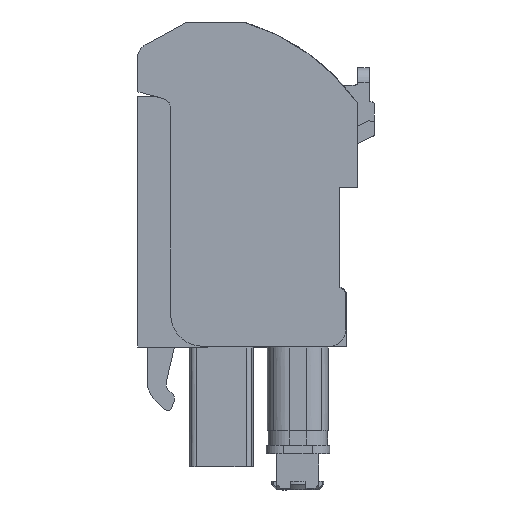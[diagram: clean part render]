
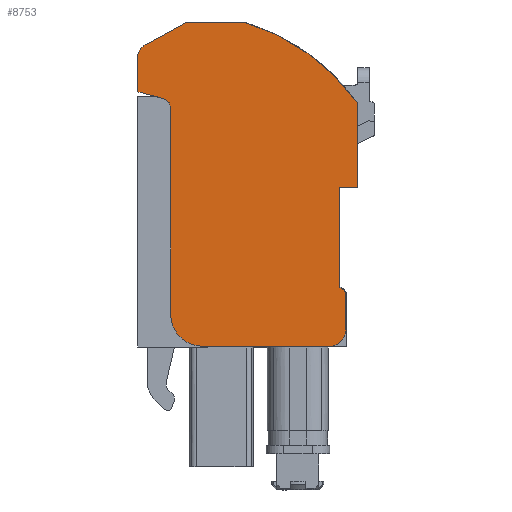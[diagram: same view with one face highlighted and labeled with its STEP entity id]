
A CAD part, left-side view. The second image highlights one B-rep face of the part: STEP entity #8753.
In plain terms, the highlighted planar face has unit normal (-1, 0, 0).
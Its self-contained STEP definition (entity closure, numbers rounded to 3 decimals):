
#6357=AXIS2_PLACEMENT_3D('Circle Axis2P3D',#6355,#6356,$) ;
#6397=AXIS2_PLACEMENT_3D('Circle Axis2P3D',#6395,#6396,$) ;
#6437=AXIS2_PLACEMENT_3D('Circle Axis2P3D',#6435,#6436,$) ;
#6515=AXIS2_PLACEMENT_3D('Circle Axis2P3D',#6513,#6514,$) ;
#6543=AXIS2_PLACEMENT_3D('Circle Axis2P3D',#6541,#6542,$) ;
#8690=AXIS2_PLACEMENT_3D('Plane Axis2P3D',#8687,#8688,#8689) ;
#8694=AXIS2_PLACEMENT_3D('Circle Axis2P3D',#8692,#8693,$) ;
#8701=AXIS2_PLACEMENT_3D('Circle Axis2P3D',#8699,#8700,$) ;
#8722=AXIS2_PLACEMENT_3D('Circle Axis2P3D',#8720,#8721,$) ;
#6081=CARTESIAN_POINT('Vertex',(0.,1.197,20.942)) ;
#6084=CARTESIAN_POINT('Line Origine',(0.,1.824,20.942)) ;
#6088=CARTESIAN_POINT('Vertex',(0.,2.45,20.942)) ;
#6315=CARTESIAN_POINT('Line Origine',(0.,2.45,17.471)) ;
#6319=CARTESIAN_POINT('Vertex',(0.,2.45,13.999)) ;
#6335=CARTESIAN_POINT('Line Origine',(0.,2.384,13.98)) ;
#6339=CARTESIAN_POINT('Vertex',(0.,2.317,13.961)) ;
#6355=CARTESIAN_POINT('Axis2P3D Location',(0.,2.441,13.528)) ;
#6359=CARTESIAN_POINT('Vertex',(0.,1.991,13.528)) ;
#6375=CARTESIAN_POINT('Line Origine',(0.,1.991,12.314)) ;
#6379=CARTESIAN_POINT('Vertex',(0.,1.991,11.1)) ;
#6395=CARTESIAN_POINT('Axis2P3D Location',(0.,3.141,11.1)) ;
#6399=CARTESIAN_POINT('Vertex',(0.,3.141,9.95)) ;
#6415=CARTESIAN_POINT('Line Origine',(0.,7.523,9.95)) ;
#6419=CARTESIAN_POINT('Vertex',(0.,11.905,9.95)) ;
#6435=CARTESIAN_POINT('Axis2P3D Location',(0.,11.905,12.15)) ;
#6439=CARTESIAN_POINT('Vertex',(0.,14.105,12.1)) ;
#6455=CARTESIAN_POINT('Line Origine',(0.,14.105,19.255)) ;
#6459=CARTESIAN_POINT('Vertex',(0.,14.105,26.409)) ;
#6486=CARTESIAN_POINT('Control Point',(0.,14.598,27.078)) ;
#6487=CARTESIAN_POINT('Control Point',(0.,14.428,27.025)) ;
#6488=CARTESIAN_POINT('Control Point',(0.,14.274,26.918)) ;
#6489=CARTESIAN_POINT('Control Point',(0.,14.162,26.766)) ;
#6490=CARTESIAN_POINT('Control Point',(0.,14.105,26.587)) ;
#6491=CARTESIAN_POINT('Control Point',(0.,14.105,26.409)) ;
#6492=CARTESIAN_POINT('Vertex',(0.,14.598,27.078)) ;
#6513=CARTESIAN_POINT('Axis2P3D Location',(0.,22.274,2.33)) ;
#6517=CARTESIAN_POINT('Vertex',(0.,16.405,27.568)) ;
#6519=CARTESIAN_POINT('Vertex',(0.,16.138,27.504)) ;
#6541=CARTESIAN_POINT('Axis2P3D Location',(0.,22.274,2.33)) ;
#8637=CARTESIAN_POINT('Vertex',(0.,1.197,26.822)) ;
#8640=CARTESIAN_POINT('Line Origine',(0.,1.197,23.882)) ;
#8687=CARTESIAN_POINT('Axis2P3D Location',(0.,14.099,12.568)) ;
#8692=CARTESIAN_POINT('Axis2P3D Location',(0.,13.352,18.032)) ;
#8696=CARTESIAN_POINT('Vertex',(0.,8.905,32.358)) ;
#8699=CARTESIAN_POINT('Axis2P3D Location',(0.,13.352,18.032)) ;
#8703=CARTESIAN_POINT('Vertex',(0.,8.971,32.378)) ;
#8706=CARTESIAN_POINT('Line Origine',(0.,10.984,32.378)) ;
#8710=CARTESIAN_POINT('Vertex',(0.,12.997,32.378)) ;
#8713=CARTESIAN_POINT('Line Origine',(0.,14.44,31.594)) ;
#8717=CARTESIAN_POINT('Vertex',(0.,15.882,30.811)) ;
#8720=CARTESIAN_POINT('Axis2P3D Location',(0.,15.405,29.932)) ;
#8724=CARTESIAN_POINT('Vertex',(0.,16.405,29.932)) ;
#8727=CARTESIAN_POINT('Line Origine',(0.,16.405,28.75)) ;
#6085=DIRECTION('Vector Direction',(0.,1.,0.)) ;
#6316=DIRECTION('Vector Direction',(0.,0.,-1.)) ;
#6336=DIRECTION('Vector Direction',(0.,-0.961,-0.276)) ;
#6356=DIRECTION('Axis2P3D Direction',(1.,0.,0.)) ;
#6376=DIRECTION('Vector Direction',(0.,0.,-1.)) ;
#6396=DIRECTION('Axis2P3D Direction',(1.,0.,0.)) ;
#6416=DIRECTION('Vector Direction',(0.,1.,0.)) ;
#6436=DIRECTION('Axis2P3D Direction',(1.,0.,0.)) ;
#6456=DIRECTION('Vector Direction',(0.,0.,-1.)) ;
#6514=DIRECTION('Axis2P3D Direction',(-1.,0.,0.)) ;
#6542=DIRECTION('Axis2P3D Direction',(-1.,0.,0.)) ;
#8641=DIRECTION('Vector Direction',(0.,0.,-1.)) ;
#8688=DIRECTION('Axis2P3D Direction',(1.,0.,0.)) ;
#8689=DIRECTION('Axis2P3D XDirection',(0.,-0.018,1.)) ;
#8693=DIRECTION('Axis2P3D Direction',(1.,0.,0.)) ;
#8700=DIRECTION('Axis2P3D Direction',(1.,0.,0.)) ;
#8707=DIRECTION('Vector Direction',(0.,1.,0.)) ;
#8714=DIRECTION('Vector Direction',(0.,-0.879,0.477)) ;
#8721=DIRECTION('Axis2P3D Direction',(1.,0.,0.)) ;
#8728=DIRECTION('Vector Direction',(0.,0.,1.)) ;
#6086=VECTOR('Line Direction',#6085,1.) ;
#6317=VECTOR('Line Direction',#6316,1.) ;
#6337=VECTOR('Line Direction',#6336,1.) ;
#6377=VECTOR('Line Direction',#6376,1.) ;
#6417=VECTOR('Line Direction',#6416,1.) ;
#6457=VECTOR('Line Direction',#6456,1.) ;
#8642=VECTOR('Line Direction',#8641,1.) ;
#8708=VECTOR('Line Direction',#8707,1.) ;
#8715=VECTOR('Line Direction',#8714,1.) ;
#8729=VECTOR('Line Direction',#8728,1.) ;
#8733=ORIENTED_EDGE('',*,*,#6441,.F.) ;
#8734=ORIENTED_EDGE('',*,*,#6421,.F.) ;
#8735=ORIENTED_EDGE('',*,*,#6401,.F.) ;
#8736=ORIENTED_EDGE('',*,*,#6381,.F.) ;
#8737=ORIENTED_EDGE('',*,*,#6361,.F.) ;
#8738=ORIENTED_EDGE('',*,*,#6341,.F.) ;
#8739=ORIENTED_EDGE('',*,*,#6321,.F.) ;
#8740=ORIENTED_EDGE('',*,*,#6090,.T.) ;
#8741=ORIENTED_EDGE('',*,*,#8644,.T.) ;
#8742=ORIENTED_EDGE('',*,*,#8698,.T.) ;
#8743=ORIENTED_EDGE('',*,*,#8705,.T.) ;
#8744=ORIENTED_EDGE('',*,*,#8712,.T.) ;
#8745=ORIENTED_EDGE('',*,*,#8719,.F.) ;
#8746=ORIENTED_EDGE('',*,*,#8726,.F.) ;
#8747=ORIENTED_EDGE('',*,*,#8731,.T.) ;
#8748=ORIENTED_EDGE('',*,*,#6521,.T.) ;
#8749=ORIENTED_EDGE('',*,*,#6545,.T.) ;
#8750=ORIENTED_EDGE('',*,*,#6494,.T.) ;
#8751=ORIENTED_EDGE('',*,*,#6461,.T.) ;
#8753=ADVANCED_FACE('GEHAEUSE',(#8752),#8691,.F.) ;
#6485=B_SPLINE_CURVE_WITH_KNOTS('',5,(#6486,#6487,#6488,#6489,#6490,#6491),.UNSPECIFIED.,.F.,.U.,(6,6),(0.,0.92),.UNSPECIFIED.) ;
#6358=CIRCLE('generated circle',#6357,0.45) ;
#6398=CIRCLE('generated circle',#6397,1.15) ;
#6438=CIRCLE('generated circle',#6437,2.2) ;
#6516=CIRCLE('generated circle',#6515,25.911) ;
#6544=CIRCLE('generated circle',#6543,25.911) ;
#8695=CIRCLE('generated circle',#8694,15.) ;
#8702=CIRCLE('generated circle',#8701,15.) ;
#8723=CIRCLE('generated circle',#8722,1.) ;
#6090=EDGE_CURVE('',#6089,#6082,#6087,.F.) ;
#6321=EDGE_CURVE('',#6089,#6320,#6318,.T.) ;
#6341=EDGE_CURVE('',#6320,#6340,#6338,.T.) ;
#6361=EDGE_CURVE('',#6340,#6360,#6358,.T.) ;
#6381=EDGE_CURVE('',#6360,#6380,#6378,.T.) ;
#6401=EDGE_CURVE('',#6380,#6400,#6398,.T.) ;
#6421=EDGE_CURVE('',#6400,#6420,#6418,.T.) ;
#6441=EDGE_CURVE('',#6420,#6440,#6438,.T.) ;
#6461=EDGE_CURVE('',#6460,#6440,#6458,.T.) ;
#6494=EDGE_CURVE('',#6493,#6460,#6485,.T.) ;
#6521=EDGE_CURVE('',#6518,#6520,#6516,.F.) ;
#6545=EDGE_CURVE('',#6520,#6493,#6544,.F.) ;
#8644=EDGE_CURVE('',#6082,#8638,#8643,.F.) ;
#8698=EDGE_CURVE('',#8638,#8697,#8695,.F.) ;
#8705=EDGE_CURVE('',#8697,#8704,#8702,.F.) ;
#8712=EDGE_CURVE('',#8704,#8711,#8709,.T.) ;
#8719=EDGE_CURVE('',#8718,#8711,#8716,.T.) ;
#8726=EDGE_CURVE('',#8725,#8718,#8723,.T.) ;
#8731=EDGE_CURVE('',#8725,#6518,#8730,.F.) ;
#8732=EDGE_LOOP('',(#8733,#8734,#8735,#8736,#8737,#8738,#8739,#8740,#8741,#8742,#8743,#8744,#8745,#8746,#8747,#8748,#8749,#8750,#8751)) ;
#8752=FACE_OUTER_BOUND('',#8732,.T.) ;
#6087=LINE('Line',#6084,#6086) ;
#6318=LINE('Line',#6315,#6317) ;
#6338=LINE('Line',#6335,#6337) ;
#6378=LINE('Line',#6375,#6377) ;
#6418=LINE('Line',#6415,#6417) ;
#6458=LINE('Line',#6455,#6457) ;
#8643=LINE('Line',#8640,#8642) ;
#8709=LINE('Line',#8706,#8708) ;
#8716=LINE('Line',#8713,#8715) ;
#8730=LINE('Line',#8727,#8729) ;
#8691=PLANE('',#8690) ;
#6082=VERTEX_POINT('',#6081) ;
#6089=VERTEX_POINT('',#6088) ;
#6320=VERTEX_POINT('',#6319) ;
#6340=VERTEX_POINT('',#6339) ;
#6360=VERTEX_POINT('',#6359) ;
#6380=VERTEX_POINT('',#6379) ;
#6400=VERTEX_POINT('',#6399) ;
#6420=VERTEX_POINT('',#6419) ;
#6440=VERTEX_POINT('',#6439) ;
#6460=VERTEX_POINT('',#6459) ;
#6493=VERTEX_POINT('',#6492) ;
#6518=VERTEX_POINT('',#6517) ;
#6520=VERTEX_POINT('',#6519) ;
#8638=VERTEX_POINT('',#8637) ;
#8697=VERTEX_POINT('',#8696) ;
#8704=VERTEX_POINT('',#8703) ;
#8711=VERTEX_POINT('',#8710) ;
#8718=VERTEX_POINT('',#8717) ;
#8725=VERTEX_POINT('',#8724) ;
